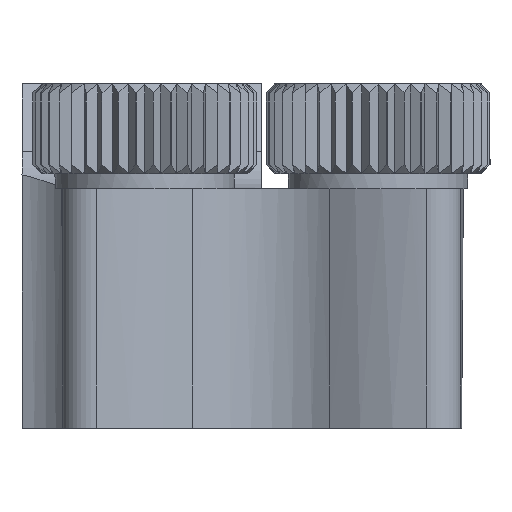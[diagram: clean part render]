
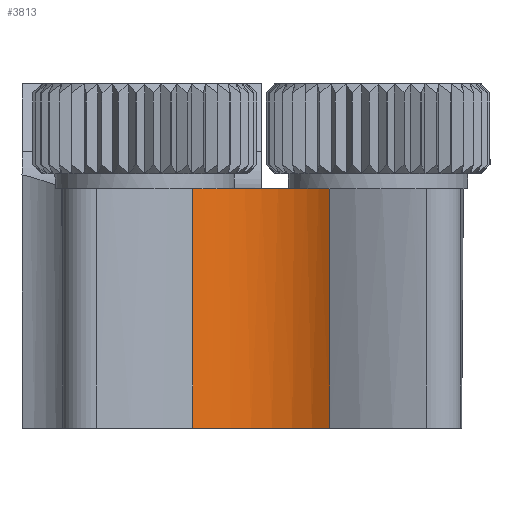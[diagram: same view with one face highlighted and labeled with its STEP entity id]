
A CAD part, left-side view. The second image highlights one B-rep face of the part: STEP entity #3813.
In plain terms, the highlighted cylindrical face has radius 8 mm (diameter 16 mm), a partial arc.
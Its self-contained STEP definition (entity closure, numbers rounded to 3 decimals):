
#151=CYLINDRICAL_SURFACE('',#4416,8.);
#334=CIRCLE('',#4336,8.);
#344=CIRCLE('',#4351,8.);
#351=CIRCLE('',#4360,8.);
#377=CIRCLE('',#4410,8.);
#717=FACE_OUTER_BOUND('',#986,.T.);
#986=EDGE_LOOP('',(#3435,#3436,#3437,#3438,#3439,#3440));
#1150=LINE('',#7038,#1314);
#1151=LINE('',#7040,#1315);
#1314=VECTOR('',#5547,10.);
#1315=VECTOR('',#5550,10.);
#1738=VERTEX_POINT('',#6861);
#1739=VERTEX_POINT('',#6863);
#1746=VERTEX_POINT('',#6887);
#1755=VERTEX_POINT('',#6908);
#1788=VERTEX_POINT('',#7028);
#1789=VERTEX_POINT('',#7030);
#2262=EDGE_CURVE('',#1738,#1739,#334,.T.);
#2274=EDGE_CURVE('',#1739,#1746,#344,.T.);
#2284=EDGE_CURVE('',#1746,#1755,#351,.T.);
#2337=EDGE_CURVE('',#1789,#1788,#377,.T.);
#2341=EDGE_CURVE('',#1755,#1788,#1150,.T.);
#2342=EDGE_CURVE('',#1738,#1789,#1151,.T.);
#3435=ORIENTED_EDGE('',*,*,#2262,.F.);
#3436=ORIENTED_EDGE('',*,*,#2342,.T.);
#3437=ORIENTED_EDGE('',*,*,#2337,.T.);
#3438=ORIENTED_EDGE('',*,*,#2341,.F.);
#3439=ORIENTED_EDGE('',*,*,#2284,.F.);
#3440=ORIENTED_EDGE('',*,*,#2274,.F.);
#3813=ADVANCED_FACE('',(#717),#151,.F.);
#4336=AXIS2_PLACEMENT_3D('',#6864,#5356,#5357);
#4351=AXIS2_PLACEMENT_3D('',#6888,#5388,#5389);
#4360=AXIS2_PLACEMENT_3D('',#6909,#5409,#5410);
#4410=AXIS2_PLACEMENT_3D('',#7031,#5535,#5536);
#4416=AXIS2_PLACEMENT_3D('',#7039,#5548,#5549);
#5356=DIRECTION('center_axis',(0.,0.,1.));
#5357=DIRECTION('ref_axis',(-0.821,0.572,0.));
#5388=DIRECTION('center_axis',(0.,0.,1.));
#5389=DIRECTION('ref_axis',(-0.821,0.572,0.));
#5409=DIRECTION('center_axis',(0.,0.,1.));
#5410=DIRECTION('ref_axis',(-0.821,0.572,0.));
#5535=DIRECTION('center_axis',(0.,0.,1.));
#5536=DIRECTION('ref_axis',(-0.821,0.572,0.));
#5547=DIRECTION('',(0.,0.,1.));
#5548=DIRECTION('center_axis',(0.,0.,-1.));
#5549=DIRECTION('ref_axis',(-0.821,0.572,0.));
#5550=DIRECTION('',(0.,0.,1.));
#6861=CARTESIAN_POINT('',(-99.436,5.427,7.));
#6863=CARTESIAN_POINT('',(-98.303,7.819,7.));
#6864=CARTESIAN_POINT('Origin',(-106.,10.,7.));
#6887=CARTESIAN_POINT('',(-98.303,12.181,7.));
#6888=CARTESIAN_POINT('Origin',(-106.,10.,7.));
#6908=CARTESIAN_POINT('',(-99.436,14.573,7.));
#6909=CARTESIAN_POINT('Origin',(-106.,10.,7.));
#7028=CARTESIAN_POINT('',(-99.436,14.573,23.));
#7030=CARTESIAN_POINT('',(-99.436,5.427,23.));
#7031=CARTESIAN_POINT('Origin',(-106.,10.,23.));
#7038=CARTESIAN_POINT('',(-99.436,14.573,0.));
#7039=CARTESIAN_POINT('Origin',(-106.,10.,0.));
#7040=CARTESIAN_POINT('',(-99.436,5.427,0.));
